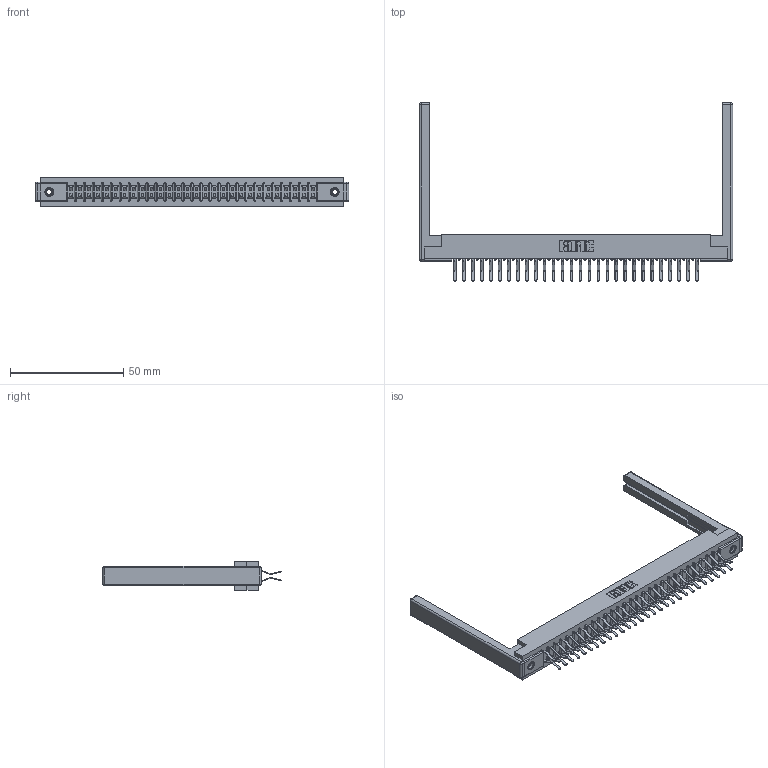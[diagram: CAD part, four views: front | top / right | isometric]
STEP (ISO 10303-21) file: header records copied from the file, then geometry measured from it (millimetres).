
FILE_DESCRIPTION (( 'STEP AP203' ), '1' );
FILE_NAME ('357-056-460-268.STEP', '2020-10-04T11:09:52', ( '' ), ( '' ), 'SwSTEP 2.0', 'SolidWorks 2020', '' );
FILE_SCHEMA (( 'CONFIG_CONTROL_DESIGN' ));
Length unit declared in the file: inch
Products named in the file (5): 307 Part_.156 Dia Mounting Holes; 307-290-001_560; 307-220-068; 345-250-001_345-250-001-102; 357-056-460-268
Assembly tree (61 placements, depth 2):
  357-056-460-268
    307 Part_.156 Dia Mounting Holes
    307-290-001_560  x56
    307-220-068  x2
    345-250-001_345-250-001-102  x2
Bounding box: 138.38 x 78.69 x 12.7 mm (x, y, z)
Volume: 19066.2 mm3; surface area: 22043.8 mm2
Topology: 61 solids, 61 shells, 3101 faces, 8665 edges, 5602 vertices
Faces by surface type: plane 2006, cylinder 1013, sphere 66, cone 12, torus 4
Entity records: 29489 total; most frequent: CARTESIAN_POINT 4805, ORIENTED_EDGE 4752, DIRECTION 4728, EDGE_CURVE 2376, VECTOR 1814, LINE 1814, VERTEX_POINT 1534, AXIS2_PLACEMENT_3D 1457
